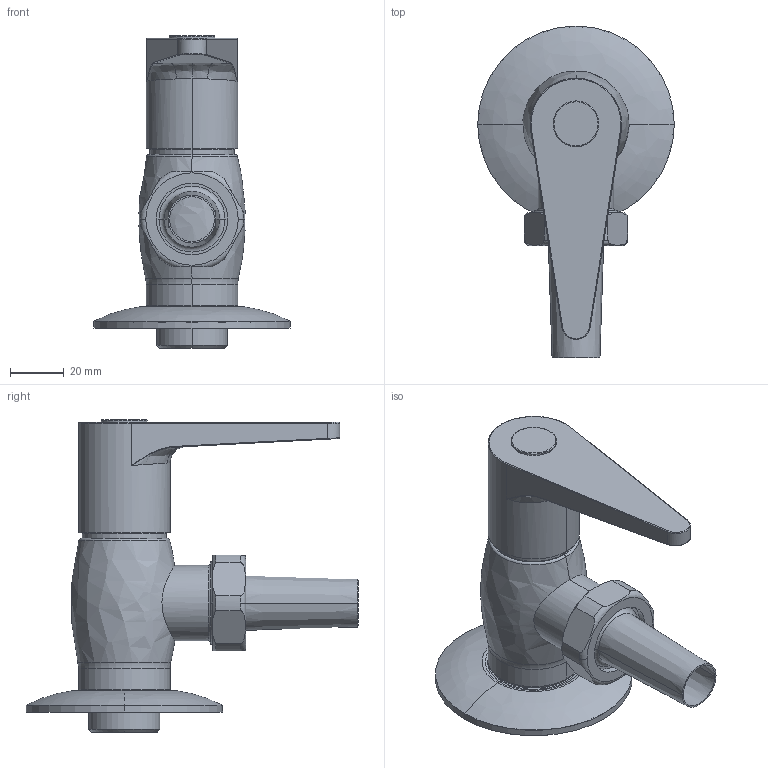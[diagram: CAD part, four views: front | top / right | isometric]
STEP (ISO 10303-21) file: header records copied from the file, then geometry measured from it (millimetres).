
FILE_DESCRIPTION((''),'2;1');
FILE_NAME('ZACC382CR_ASM','2021-05-12T09:10:48',('ut3'),('PAFFONI SpA'),'CREO PARAMETRIC BY PTC INC, 2020044','CREO PARAMETRIC BY PTC INC, 2020044','');
FILE_SCHEMA(('CONFIG_CONTROL_DESIGN','SHAPE_APPEARANCE_LAYERS_GROUPS'));
Length unit declared in the file: millimetre
Products named in the file (11): 4111063CR_A; 4111063CR_B; 4111063CR_C; 4111063CR_D; 4111063CR_E; 4111063CR_F; 4111063CR_ASM; 4061244CR_A; 4061244CR_B; 4061244CR_ASM; ZACC382CR_ASM
Assembly tree (10 placements, depth 3):
  ZACC382CR_ASM
    4111063CR_ASM
      4111063CR_A
      4111063CR_B
      4111063CR_C
      4111063CR_D
      4111063CR_E
      4111063CR_F
    4061244CR_ASM
      4061244CR_A
      4061244CR_B
Bounding box: 73 x 123.3 x 116.1 mm (x, y, z)
Volume: 89620.9 mm3; surface area: 53845 mm2
Topology: 6 solids, 11 shells, 360 faces, 860 edges, 546 vertices
Faces by surface type: plane 133, cylinder 115, cone 58, torus 41, bspline 13
Entity records: 16703 total; most frequent: CARTESIAN_POINT 3481, DIRECTION 1874, ORIENTED_EDGE 1708, PRESENTATION_STYLE_ASSIGNMENT 1027, STYLED_ITEM 871, CURVE_STYLE 860, EDGE_CURVE 860, AXIS2_PLACEMENT_3D 774
